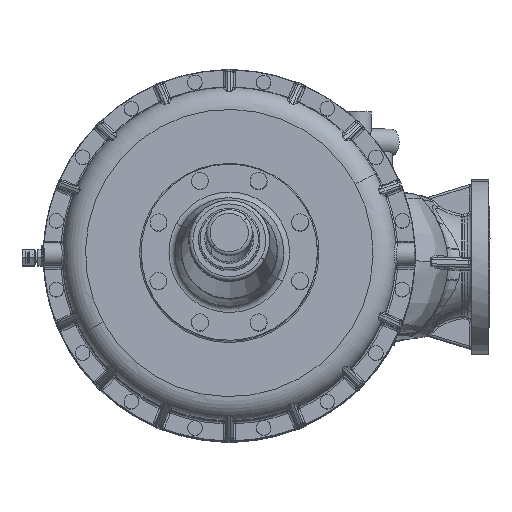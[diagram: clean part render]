
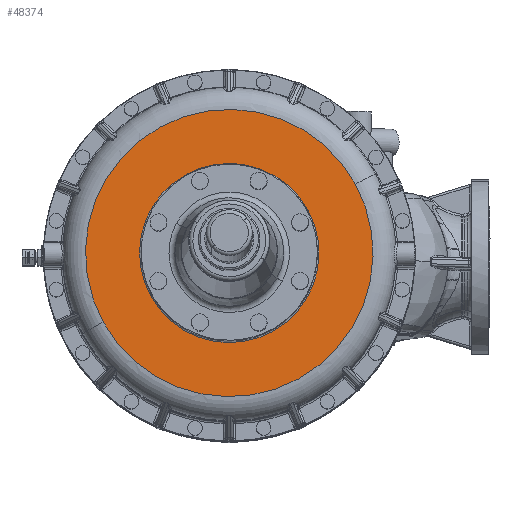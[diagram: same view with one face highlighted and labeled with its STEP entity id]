
A CAD part, top view. The second image highlights one B-rep face of the part: STEP entity #48374.
In plain terms, the highlighted face is planar.
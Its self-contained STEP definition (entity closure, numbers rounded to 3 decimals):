
#44870=CARTESIAN_POINT('Vertex',(-164.547,-89.892,368.)) ;
#44873=CARTESIAN_POINT('Axis2P3D Location',(0.,0.,368.)) ;
#44877=CARTESIAN_POINT('Vertex',(164.547,89.892,368.)) ;
#47663=CARTESIAN_POINT('Axis2P3D Location',(0.,0.,368.)) ;
#48347=CARTESIAN_POINT('Axis2P3D Location',(187.5,0.,368.)) ;
#48356=CARTESIAN_POINT('Axis2P3D Location',(0.,0.,368.)) ;
#48360=CARTESIAN_POINT('Vertex',(-102.677,-56.093,368.)) ;
#48362=CARTESIAN_POINT('Vertex',(102.677,56.093,368.)) ;
#48365=CARTESIAN_POINT('Axis2P3D Location',(0.,0.,368.)) ;
#44874=DIRECTION('Axis2P3D Direction',(0.,-0.,1.)) ;
#47664=DIRECTION('Axis2P3D Direction',(0.,0.,1.)) ;
#48348=DIRECTION('Axis2P3D Direction',(0.,0.,1.)) ;
#48349=DIRECTION('Axis2P3D XDirection',(1.,0.,0.)) ;
#48357=DIRECTION('Axis2P3D Direction',(0.,0.,1.)) ;
#48366=DIRECTION('Axis2P3D Direction',(0.,0.,1.)) ;
#44875=AXIS2_PLACEMENT_3D('Circle Axis2P3D',#44873,#44874,$) ;
#47665=AXIS2_PLACEMENT_3D('Circle Axis2P3D',#47663,#47664,$) ;
#48350=AXIS2_PLACEMENT_3D('Plane Axis2P3D',#48347,#48348,#48349) ;
#48358=AXIS2_PLACEMENT_3D('Circle Axis2P3D',#48356,#48357,$) ;
#48367=AXIS2_PLACEMENT_3D('Circle Axis2P3D',#48365,#48366,$) ;
#48353=ORIENTED_EDGE('',*,*,#47667,.T.) ;
#48354=ORIENTED_EDGE('',*,*,#44879,.T.) ;
#48371=ORIENTED_EDGE('',*,*,#48364,.F.) ;
#48372=ORIENTED_EDGE('',*,*,#48369,.F.) ;
#48373=FACE_BOUND('',#48370,.T.) ;
#48374=ADVANCED_FACE('Brep With Voids',(#48355,#48373),#48351,.T.) ;
#44876=CIRCLE('generated circle',#44875,187.5) ;
#47666=CIRCLE('generated circle',#47665,187.5) ;
#48359=CIRCLE('generated circle',#48358,117.) ;
#48368=CIRCLE('generated circle',#48367,117.) ;
#44879=EDGE_CURVE('',#44878,#44871,#44876,.T.) ;
#47667=EDGE_CURVE('',#44871,#44878,#47666,.T.) ;
#48364=EDGE_CURVE('',#48361,#48363,#48359,.T.) ;
#48369=EDGE_CURVE('',#48363,#48361,#48368,.T.) ;
#48352=EDGE_LOOP('',(#48353,#48354)) ;
#48370=EDGE_LOOP('',(#48371,#48372)) ;
#48355=FACE_OUTER_BOUND('',#48352,.T.) ;
#48351=PLANE('',#48350) ;
#44871=VERTEX_POINT('',#44870) ;
#44878=VERTEX_POINT('',#44877) ;
#48361=VERTEX_POINT('',#48360) ;
#48363=VERTEX_POINT('',#48362) ;
